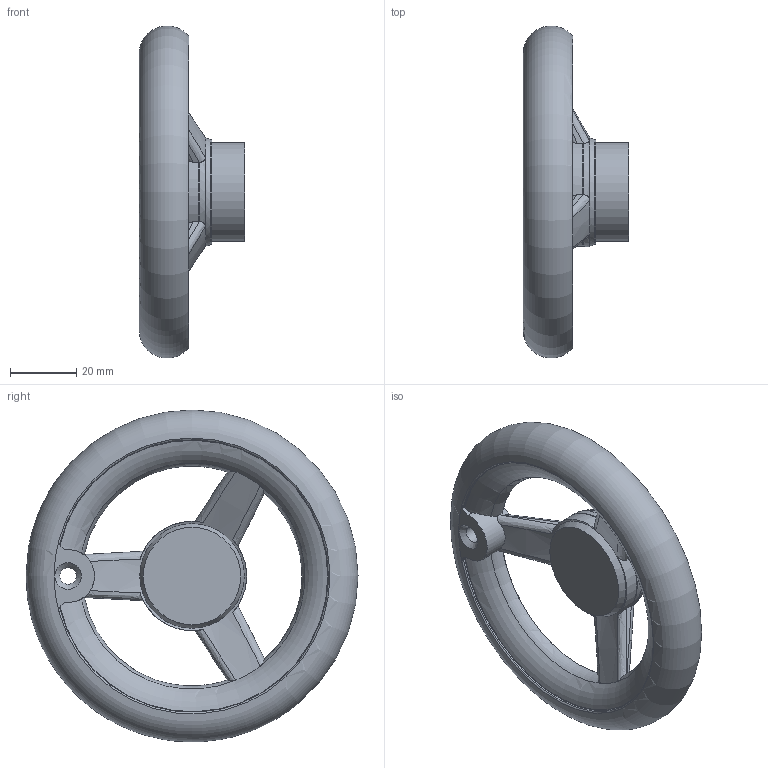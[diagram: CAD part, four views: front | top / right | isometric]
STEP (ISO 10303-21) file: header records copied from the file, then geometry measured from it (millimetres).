
FILE_DESCRIPTION(/* description */ (''),/* implementation_level */ '2;1');
FILE_NAME(/* name */ 'DI_100_N.dxf',/* time_stamp */ '2012-11-23T15:27:52+08:00',/* author */ (''),/* organization */ (''),/* preprocessor_version */ 'ST-DEVELOPER v9',/* originating_system */ 'UGS - NX 4.0',/* authorisation */ '');
FILE_SCHEMA (('CONFIG_CONTROL_DESIGN'));
Length unit declared in the file: millimetre
Products named in the file (1): Admi68F6xje8
Bounding box: 32 x 100.47 x 100.47 mm (x, y, z)
Volume: 56226.3 mm3; surface area: 19859.7 mm2
Topology: 1 solids, 1 shells, 66 faces, 189 edges, 121 vertices
Faces by surface type: bspline 21, cylinder 17, plane 12, torus 9, cone 7
Full cylindrical faces by diameter (mm): 5 x1, 30 x1, 32 x1
Entity records: 2972 total; most frequent: CARTESIAN_POINT 1445, ORIENTED_EDGE 350, DIRECTION 224, EDGE_CURVE 175, VERTEX_POINT 118, AXIS2_PLACEMENT_3D 102, B_SPLINE_CURVE_WITH_KNOTS 99, EDGE_LOOP 81
